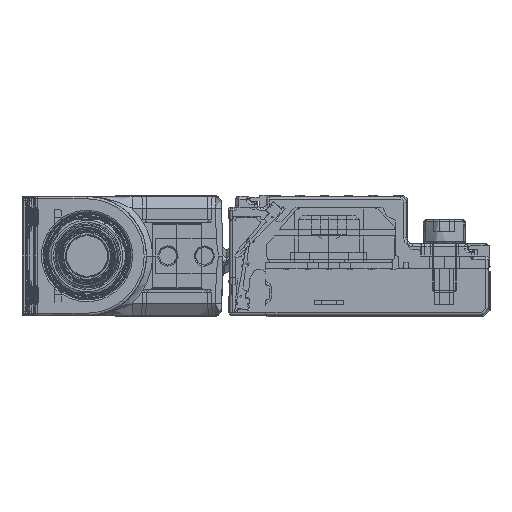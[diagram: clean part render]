
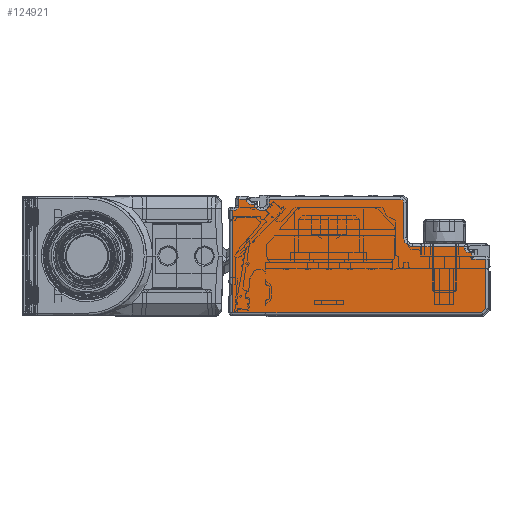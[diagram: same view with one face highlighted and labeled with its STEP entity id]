
A CAD part, left-side view. The second image highlights one B-rep face of the part: STEP entity #124921.
In plain terms, the highlighted planar face has unit normal (-1, 0, 0).
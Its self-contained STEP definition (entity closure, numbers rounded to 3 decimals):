
#124639=AXIS2_PLACEMENT_3D('Circle Axis2P3D',#124637,#124638,$) ;
#124778=AXIS2_PLACEMENT_3D('Plane Axis2P3D',#124775,#124776,#124777) ;
#124801=AXIS2_PLACEMENT_3D('Circle Axis2P3D',#124799,#124800,$) ;
#124815=AXIS2_PLACEMENT_3D('Circle Axis2P3D',#124813,#124814,$) ;
#124836=AXIS2_PLACEMENT_3D('Circle Axis2P3D',#124834,#124835,$) ;
#124850=AXIS2_PLACEMENT_3D('Circle Axis2P3D',#124848,#124849,$) ;
#124864=AXIS2_PLACEMENT_3D('Circle Axis2P3D',#124862,#124863,$) ;
#124885=AXIS2_PLACEMENT_3D('Circle Axis2P3D',#124883,#124884,$) ;
#120076=CARTESIAN_POINT('Vertex',(-3878.,42.3,-7.3)) ;
#120079=CARTESIAN_POINT('Line Origine',(-3878.,42.3,2.)) ;
#120083=CARTESIAN_POINT('Vertex',(-3878.,42.3,9.5)) ;
#120407=CARTESIAN_POINT('Vertex',(-3878.,1.407,-7.3)) ;
#120410=CARTESIAN_POINT('Line Origine',(-3878.,23.168,-7.3)) ;
#120447=CARTESIAN_POINT('Vertex',(-3878.,0.7,-6.593)) ;
#120450=CARTESIAN_POINT('Line Origine',(-3878.,-1.246,-4.646)) ;
#120487=CARTESIAN_POINT('Vertex',(-3878.,0.7,1.5)) ;
#120490=CARTESIAN_POINT('Line Origine',(-3878.,0.7,2.)) ;
#124554=CARTESIAN_POINT('Vertex',(-3878.,3.,2.5)) ;
#124610=CARTESIAN_POINT('Vertex',(-3878.,3.4,2.5)) ;
#124613=CARTESIAN_POINT('Line Origine',(-3878.,21.5,2.5)) ;
#124634=CARTESIAN_POINT('Vertex',(-3878.,4.2,3.3)) ;
#124637=CARTESIAN_POINT('Axis2P3D Location',(-3878.,3.4,3.3)) ;
#124760=CARTESIAN_POINT('Vertex',(-3878.,3.,1.5)) ;
#124763=CARTESIAN_POINT('Line Origine',(-3878.,21.5,1.5)) ;
#124775=CARTESIAN_POINT('Axis2P3D Location',(-3878.,0.2,-7.8)) ;
#124780=CARTESIAN_POINT('Line Origine',(-3878.,3.,2.)) ;
#124785=CARTESIAN_POINT('Line Origine',(-3878.,4.2,3.4)) ;
#124789=CARTESIAN_POINT('Vertex',(-3878.,4.2,3.5)) ;
#124792=CARTESIAN_POINT('Line Origine',(-3878.,8.45,3.5)) ;
#124796=CARTESIAN_POINT('Vertex',(-3878.,12.7,3.5)) ;
#124799=CARTESIAN_POINT('Axis2P3D Location',(-3878.,12.7,5.)) ;
#124803=CARTESIAN_POINT('Vertex',(-3878.,14.2,5.)) ;
#124806=CARTESIAN_POINT('Line Origine',(-3878.,14.2,7.9)) ;
#124810=CARTESIAN_POINT('Vertex',(-3878.,14.2,10.8)) ;
#124813=CARTESIAN_POINT('Axis2P3D Location',(-3878.,14.7,10.8)) ;
#124817=CARTESIAN_POINT('Vertex',(-3878.,14.7,11.3)) ;
#124820=CARTESIAN_POINT('Line Origine',(-3878.,25.5,11.3)) ;
#124824=CARTESIAN_POINT('Vertex',(-3878.,36.3,11.3)) ;
#124827=CARTESIAN_POINT('Line Origine',(-3878.,36.3,10.9)) ;
#124831=CARTESIAN_POINT('Vertex',(-3878.,36.3,10.5)) ;
#124834=CARTESIAN_POINT('Axis2P3D Location',(-3878.,37.3,10.5)) ;
#124838=CARTESIAN_POINT('Vertex',(-3878.,37.3,9.5)) ;
#124841=CARTESIAN_POINT('Line Origine',(-3878.,37.55,9.5)) ;
#124845=CARTESIAN_POINT('Vertex',(-3878.,37.8,9.5)) ;
#124848=CARTESIAN_POINT('Axis2P3D Location',(-3878.,37.8,10.5)) ;
#124852=CARTESIAN_POINT('Vertex',(-3878.,38.8,10.5)) ;
#124855=CARTESIAN_POINT('Line Origine',(-3878.,39.05,10.5)) ;
#124859=CARTESIAN_POINT('Vertex',(-3878.,39.3,10.5)) ;
#124862=CARTESIAN_POINT('Axis2P3D Location',(-3878.,39.3,11.3)) ;
#124866=CARTESIAN_POINT('Vertex',(-3878.,40.1,11.3)) ;
#124869=CARTESIAN_POINT('Line Origine',(-3878.,40.7,11.3)) ;
#124873=CARTESIAN_POINT('Vertex',(-3878.,41.3,11.3)) ;
#124876=CARTESIAN_POINT('Line Origine',(-3878.,41.3,10.8)) ;
#124880=CARTESIAN_POINT('Vertex',(-3878.,41.3,10.3)) ;
#124883=CARTESIAN_POINT('Axis2P3D Location',(-3878.,42.1,10.3)) ;
#124887=CARTESIAN_POINT('Vertex',(-3878.,42.1,9.5)) ;
#124890=CARTESIAN_POINT('Line Origine',(-3878.,42.2,9.5)) ;
#120080=DIRECTION('Vector Direction',(0.,0.,1.)) ;
#120411=DIRECTION('Vector Direction',(0.,1.,0.)) ;
#120451=DIRECTION('Vector Direction',(0.,0.707,-0.707)) ;
#120491=DIRECTION('Vector Direction',(0.,0.,-1.)) ;
#124614=DIRECTION('Vector Direction',(0.,-1.,0.)) ;
#124638=DIRECTION('Axis2P3D Direction',(1.,0.,0.)) ;
#124764=DIRECTION('Vector Direction',(0.,-1.,0.)) ;
#124776=DIRECTION('Axis2P3D Direction',(-1.,0.,0.)) ;
#124777=DIRECTION('Axis2P3D XDirection',(0.,0.,1.)) ;
#124781=DIRECTION('Vector Direction',(0.,0.,1.)) ;
#124786=DIRECTION('Vector Direction',(0.,0.,-1.)) ;
#124793=DIRECTION('Vector Direction',(0.,1.,0.)) ;
#124800=DIRECTION('Axis2P3D Direction',(-1.,0.,0.)) ;
#124807=DIRECTION('Vector Direction',(0.,0.,1.)) ;
#124814=DIRECTION('Axis2P3D Direction',(-1.,0.,0.)) ;
#124821=DIRECTION('Vector Direction',(0.,1.,0.)) ;
#124828=DIRECTION('Vector Direction',(0.,0.,-1.)) ;
#124835=DIRECTION('Axis2P3D Direction',(-1.,0.,0.)) ;
#124842=DIRECTION('Vector Direction',(0.,1.,0.)) ;
#124849=DIRECTION('Axis2P3D Direction',(-1.,0.,0.)) ;
#124856=DIRECTION('Vector Direction',(0.,-1.,0.)) ;
#124863=DIRECTION('Axis2P3D Direction',(-1.,0.,0.)) ;
#124870=DIRECTION('Vector Direction',(0.,1.,0.)) ;
#124877=DIRECTION('Vector Direction',(0.,0.,-1.)) ;
#124884=DIRECTION('Axis2P3D Direction',(-1.,0.,0.)) ;
#124891=DIRECTION('Vector Direction',(0.,1.,0.)) ;
#120081=VECTOR('Line Direction',#120080,1.) ;
#120412=VECTOR('Line Direction',#120411,1.) ;
#120452=VECTOR('Line Direction',#120451,1.) ;
#120492=VECTOR('Line Direction',#120491,1.) ;
#124615=VECTOR('Line Direction',#124614,1.) ;
#124765=VECTOR('Line Direction',#124764,1.) ;
#124782=VECTOR('Line Direction',#124781,1.) ;
#124787=VECTOR('Line Direction',#124786,1.) ;
#124794=VECTOR('Line Direction',#124793,1.) ;
#124808=VECTOR('Line Direction',#124807,1.) ;
#124822=VECTOR('Line Direction',#124821,1.) ;
#124829=VECTOR('Line Direction',#124828,1.) ;
#124843=VECTOR('Line Direction',#124842,1.) ;
#124857=VECTOR('Line Direction',#124856,1.) ;
#124871=VECTOR('Line Direction',#124870,1.) ;
#124878=VECTOR('Line Direction',#124877,1.) ;
#124892=VECTOR('Line Direction',#124891,1.) ;
#124896=ORIENTED_EDGE('',*,*,#124784,.T.) ;
#124897=ORIENTED_EDGE('',*,*,#124617,.T.) ;
#124898=ORIENTED_EDGE('',*,*,#124641,.T.) ;
#124899=ORIENTED_EDGE('',*,*,#124791,.T.) ;
#124900=ORIENTED_EDGE('',*,*,#124798,.T.) ;
#124901=ORIENTED_EDGE('',*,*,#124805,.T.) ;
#124902=ORIENTED_EDGE('',*,*,#124812,.T.) ;
#124903=ORIENTED_EDGE('',*,*,#124819,.T.) ;
#124904=ORIENTED_EDGE('',*,*,#124826,.T.) ;
#124905=ORIENTED_EDGE('',*,*,#124833,.T.) ;
#124906=ORIENTED_EDGE('',*,*,#124840,.T.) ;
#124907=ORIENTED_EDGE('',*,*,#124847,.T.) ;
#124908=ORIENTED_EDGE('',*,*,#124854,.T.) ;
#124909=ORIENTED_EDGE('',*,*,#124861,.T.) ;
#124910=ORIENTED_EDGE('',*,*,#124868,.T.) ;
#124911=ORIENTED_EDGE('',*,*,#124875,.T.) ;
#124912=ORIENTED_EDGE('',*,*,#124882,.T.) ;
#124913=ORIENTED_EDGE('',*,*,#124889,.T.) ;
#124914=ORIENTED_EDGE('',*,*,#124894,.T.) ;
#124915=ORIENTED_EDGE('',*,*,#120085,.T.) ;
#124916=ORIENTED_EDGE('',*,*,#120414,.T.) ;
#124917=ORIENTED_EDGE('',*,*,#120454,.T.) ;
#124918=ORIENTED_EDGE('',*,*,#120494,.T.) ;
#124919=ORIENTED_EDGE('',*,*,#124767,.T.) ;
#124921=ADVANCED_FACE('\X2\FF8AFF9FFF70FF82\X0\ \X2\FF8EFF9EFF83FF9EFF68FF70\X0\',(#124920),#124779,.T.) ;
#124640=CIRCLE('generated circle',#124639,0.8) ;
#124802=CIRCLE('generated circle',#124801,1.5) ;
#124816=CIRCLE('generated circle',#124815,0.5) ;
#124837=CIRCLE('generated circle',#124836,1.) ;
#124851=CIRCLE('generated circle',#124850,1.) ;
#124865=CIRCLE('generated circle',#124864,0.8) ;
#124886=CIRCLE('generated circle',#124885,0.8) ;
#120085=EDGE_CURVE('',#120084,#120077,#120082,.F.) ;
#120414=EDGE_CURVE('',#120077,#120408,#120413,.F.) ;
#120454=EDGE_CURVE('',#120408,#120448,#120453,.F.) ;
#120494=EDGE_CURVE('',#120448,#120488,#120493,.F.) ;
#124617=EDGE_CURVE('',#124555,#124611,#124616,.F.) ;
#124641=EDGE_CURVE('',#124611,#124635,#124640,.T.) ;
#124767=EDGE_CURVE('',#120488,#124761,#124766,.F.) ;
#124784=EDGE_CURVE('',#124761,#124555,#124783,.T.) ;
#124791=EDGE_CURVE('',#124635,#124790,#124788,.F.) ;
#124798=EDGE_CURVE('',#124790,#124797,#124795,.T.) ;
#124805=EDGE_CURVE('',#124797,#124804,#124802,.F.) ;
#124812=EDGE_CURVE('',#124804,#124811,#124809,.T.) ;
#124819=EDGE_CURVE('',#124811,#124818,#124816,.T.) ;
#124826=EDGE_CURVE('',#124818,#124825,#124823,.T.) ;
#124833=EDGE_CURVE('',#124825,#124832,#124830,.T.) ;
#124840=EDGE_CURVE('',#124832,#124839,#124837,.F.) ;
#124847=EDGE_CURVE('',#124839,#124846,#124844,.T.) ;
#124854=EDGE_CURVE('',#124846,#124853,#124851,.F.) ;
#124861=EDGE_CURVE('',#124853,#124860,#124858,.F.) ;
#124868=EDGE_CURVE('',#124860,#124867,#124865,.F.) ;
#124875=EDGE_CURVE('',#124867,#124874,#124872,.T.) ;
#124882=EDGE_CURVE('',#124874,#124881,#124879,.T.) ;
#124889=EDGE_CURVE('',#124881,#124888,#124886,.F.) ;
#124894=EDGE_CURVE('',#124888,#120084,#124893,.T.) ;
#124895=EDGE_LOOP('',(#124896,#124897,#124898,#124899,#124900,#124901,#124902,#124903,#124904,#124905,#124906,#124907,#124908,#124909,#124910,#124911,#124912,#124913,#124914,#124915,#124916,#124917,#124918,#124919)) ;
#124920=FACE_OUTER_BOUND('',#124895,.T.) ;
#120082=LINE('Line',#120079,#120081) ;
#120413=LINE('Line',#120410,#120412) ;
#120453=LINE('Line',#120450,#120452) ;
#120493=LINE('Line',#120490,#120492) ;
#124616=LINE('Line',#124613,#124615) ;
#124766=LINE('Line',#124763,#124765) ;
#124783=LINE('Line',#124780,#124782) ;
#124788=LINE('Line',#124785,#124787) ;
#124795=LINE('Line',#124792,#124794) ;
#124809=LINE('Line',#124806,#124808) ;
#124823=LINE('Line',#124820,#124822) ;
#124830=LINE('Line',#124827,#124829) ;
#124844=LINE('Line',#124841,#124843) ;
#124858=LINE('Line',#124855,#124857) ;
#124872=LINE('Line',#124869,#124871) ;
#124879=LINE('Line',#124876,#124878) ;
#124893=LINE('Line',#124890,#124892) ;
#124779=PLANE('',#124778) ;
#120077=VERTEX_POINT('',#120076) ;
#120084=VERTEX_POINT('',#120083) ;
#120408=VERTEX_POINT('',#120407) ;
#120448=VERTEX_POINT('',#120447) ;
#120488=VERTEX_POINT('',#120487) ;
#124555=VERTEX_POINT('',#124554) ;
#124611=VERTEX_POINT('',#124610) ;
#124635=VERTEX_POINT('',#124634) ;
#124761=VERTEX_POINT('',#124760) ;
#124790=VERTEX_POINT('',#124789) ;
#124797=VERTEX_POINT('',#124796) ;
#124804=VERTEX_POINT('',#124803) ;
#124811=VERTEX_POINT('',#124810) ;
#124818=VERTEX_POINT('',#124817) ;
#124825=VERTEX_POINT('',#124824) ;
#124832=VERTEX_POINT('',#124831) ;
#124839=VERTEX_POINT('',#124838) ;
#124846=VERTEX_POINT('',#124845) ;
#124853=VERTEX_POINT('',#124852) ;
#124860=VERTEX_POINT('',#124859) ;
#124867=VERTEX_POINT('',#124866) ;
#124874=VERTEX_POINT('',#124873) ;
#124881=VERTEX_POINT('',#124880) ;
#124888=VERTEX_POINT('',#124887) ;
